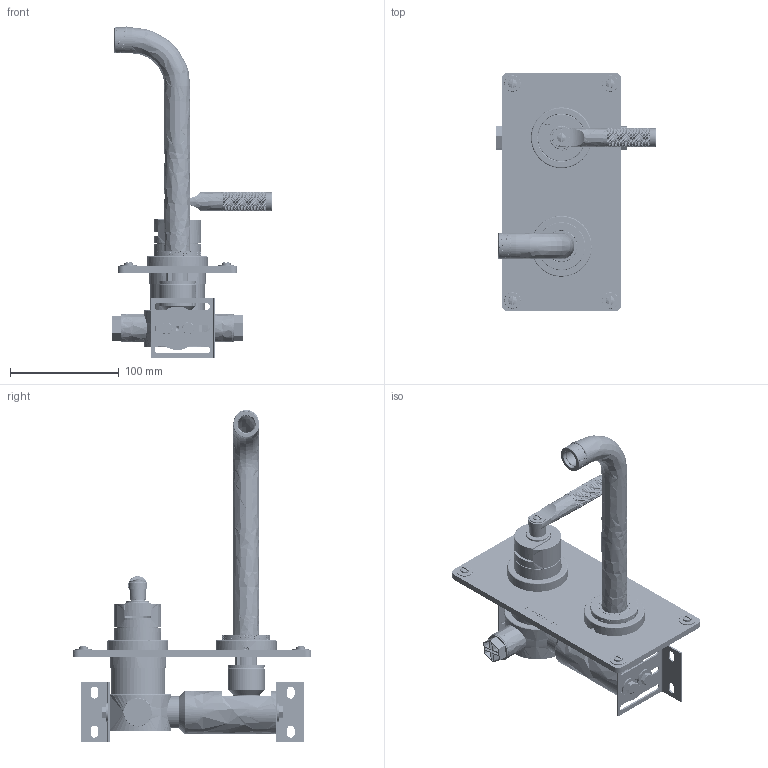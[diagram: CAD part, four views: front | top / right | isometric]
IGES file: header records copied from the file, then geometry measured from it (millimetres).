
Global section: file name: V7KA20S-3LK-LH; native system: Autodesk Inventor 2020; preprocessor: unknown; author: rclarke; date: 20230106.133719; units: millimetre
Bounding box: 147.1 x 220 x 305.9 mm (x, y, z)
Volume: 620439.7 mm3; surface area: 338611 mm2
Topology: 67 solids, 67 shells, 14441 faces, 31554 edges, 17401 vertices
Faces by surface type: bspline 14441
